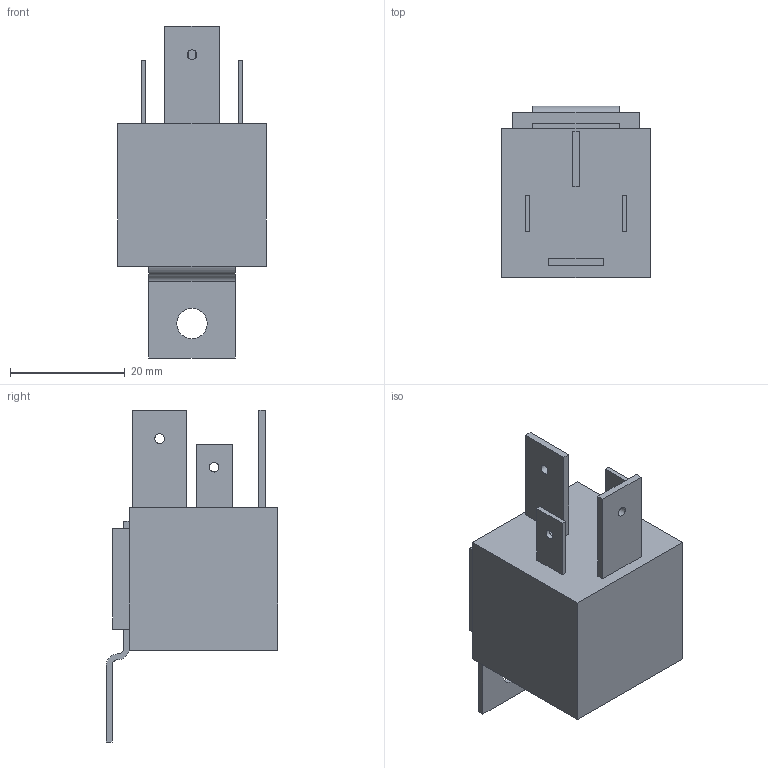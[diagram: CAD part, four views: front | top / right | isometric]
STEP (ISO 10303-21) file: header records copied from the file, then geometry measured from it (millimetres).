
FILE_DESCRIPTION(/* description */ (''),/* implementation_level */ '2;1');
FILE_NAME(/* name */ '1393304-9 v2.step',/* time_stamp */ '2020-06-07T15:39:55+09:00',/* author */ (''),/* organization */ (''),/* preprocessor_version */ 'ST-DEVELOPER v18.1',/* originating_system */ 'Autodesk Translation Framework v9.3.0.1241',/* authorisation */ '');
FILE_SCHEMA (('AUTOMOTIVE_DESIGN { 1 0 10303 214 3 1 1 }'));
Length unit declared in the file: millimetre
Products named in the file (7): 1393304-9; pin86; pin87; pun85; pin30; case; heat
Assembly tree (6 placements, depth 2):
  1393304-9
    pin86
    pin87
    pun85
    pin30
    case
    heat
Bounding box: 25.9 x 29.9 x 57.9 mm (x, y, z)
Volume: 18633.6 mm3; surface area: 7080.1 mm2
Topology: 6 solids, 6 shells, 55 faces, 129 edges, 86 vertices
Faces by surface type: plane 46, cylinder 9
Full cylindrical faces by diameter (mm): 1.65 x2, 1.7 x2, 5.3 x1
Entity records: 1812 total; most frequent: DIRECTION 283, CARTESIAN_POINT 283, ORIENTED_EDGE 258, EDGE_CURVE 129, LINE 111, VECTOR 111, VERTEX_POINT 86, AXIS2_PLACEMENT_3D 86
